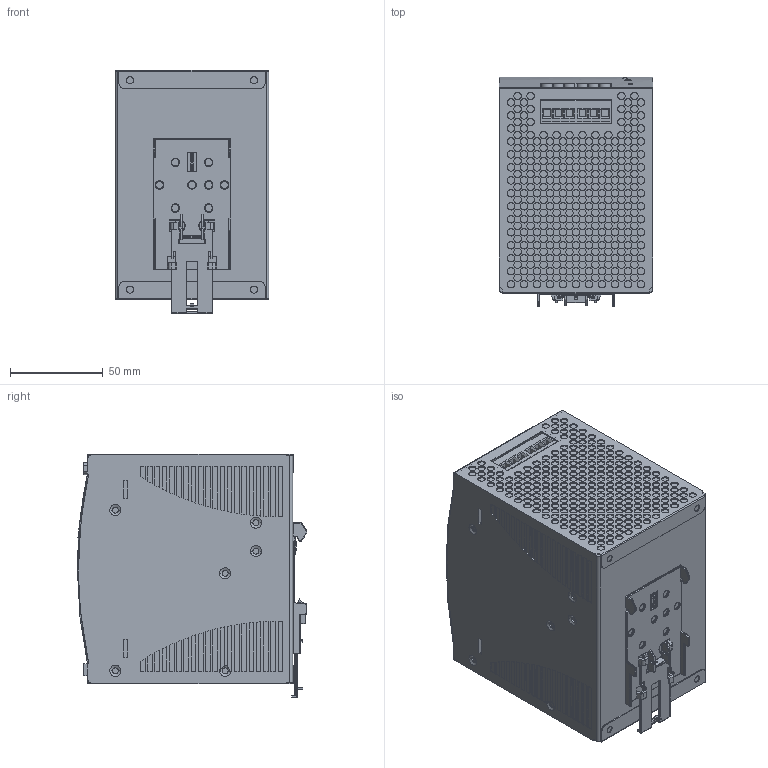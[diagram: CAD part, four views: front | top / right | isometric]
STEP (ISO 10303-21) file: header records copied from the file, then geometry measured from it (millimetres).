
FILE_DESCRIPTION((''),'2;1');
FILE_NAME('PRT0001','2014-04-29T',('rd13'),(''),'PRO/ENGINEER BY PARAMETRIC TECHNOLOGY CORPORATION, 2008230','PRO/ENGINEER BY PARAMETRIC TECHNOLOGY CORPORATION, 2008230','');
FILE_SCHEMA(('AUTOMOTIVE_DESIGN_CC2 { 1 2 10303 214 -1 1 5 2 }'));
Products named in the file (1): PRT0001
Bounding box: 82.8 x 123.5 x 131.2 mm (x, y, z)
Volume: 1147293.1 mm3; surface area: 105774.3 mm2
Topology: 1 solids, 5 shells, 3289 faces, 7548 edges, 4873 vertices
Faces by surface type: cylinder 1593, plane 1447, torus 89, bspline 74, extrusion 62, cone 14, sphere 10
Entity records: 117265 total; most frequent: CARTESIAN_POINT 21399, DIRECTION 16999, ORIENTED_EDGE 15062, EDGE_CURVE 7535, AXIS2_PLACEMENT_3D 6530, VERTEX_POINT 4877, EDGE_LOOP 4014, VECTOR 3939
